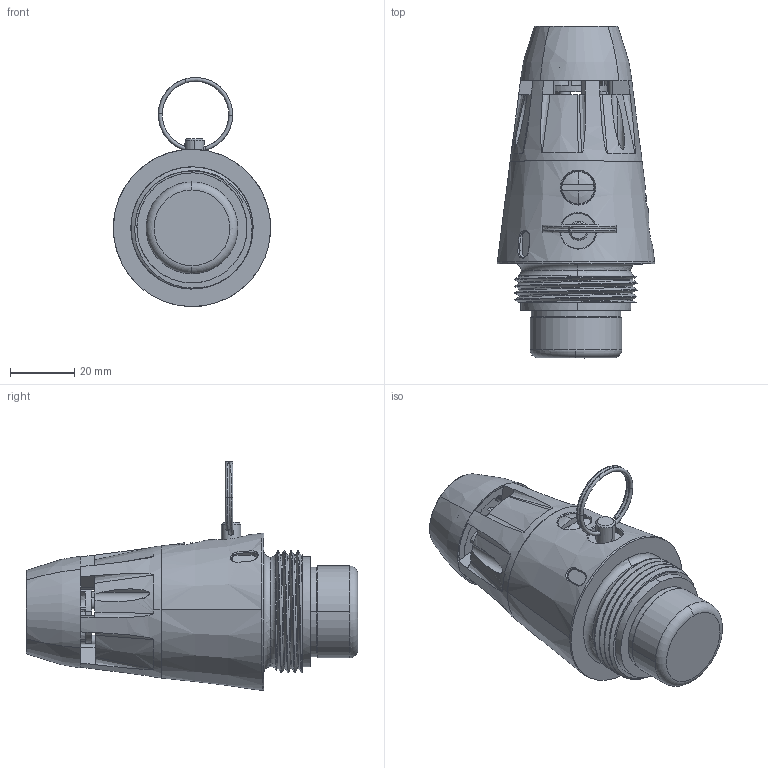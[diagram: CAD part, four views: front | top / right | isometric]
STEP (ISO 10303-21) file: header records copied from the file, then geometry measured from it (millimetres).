
FILE_DESCRIPTION(('CATIA V5 STEP Exchange','CAx-IF Rec.Pracs.--- Model Styling and Organization---1.4--- 2014-01-23','CAx-IF Rec.Pracs.---3D Tessellated Data Validation Properties---0.5---2014-09-14'),'2;1');
FILE_NAME('Tapa.stp','2022-12-26T10:40:05+00:00',('none'),('none'),'CATIA Version 5-6 Release 2018','CATIA V5 STEP AP242','none');
FILE_SCHEMA(('AP242_MANAGED_MODEL_BASED_3D_ENGINEERING_MIM_LF {1 0 10303 442 1 1 4}'));
Products named in the file (18): Tapa; PRN-0001-TP; PRN-1001; PRN-1002; PRN-1003; PRN-0002-TP; PRN-1004; PRN-1012; PRN-0003-TP; PRN-1013; PRN-1014; PRN-9009; PRN-1036; PRN-PCB-02; PRN-0005-TP; KONNECTORM413; PRN-0004-TP; PRN-1033
Assembly tree (17 placements, depth 5):
  Tapa
    PRN-0001-TP
      PRN-1001
      PRN-1002
      PRN-1003
    PRN-0002-TP
      PRN-1004
      PRN-1012
    PRN-0003-TP
      PRN-1013
      PRN-1014
      PRN-9009
      PRN-1036
      PRN-PCB-02
        PRN-0005-TP
          KONNECTORM413
    PRN-0004-TP
      PRN-1033
Bounding box: 48.98 x 103.4 x 71.36 mm (x, y, z)
Volume: 108861 mm3; surface area: 29443.3 mm2
Topology: 11 solids, 12 shells, 481 faces, 1244 edges, 813 vertices
Faces by surface type: cylinder 186, plane 130, torus 55, cone 38, bspline 30, extrusion 20, revolution 18, sphere 4
Entity records: 35557 total; most frequent: CARTESIAN_POINT 24879, ORIENTED_EDGE 2464, DIRECTION 1478, EDGE_CURVE 1234, VERTEX_POINT 813, AXIS2_PLACEMENT_3D 767, EDGE_LOOP 537, ADVANCED_FACE 481
